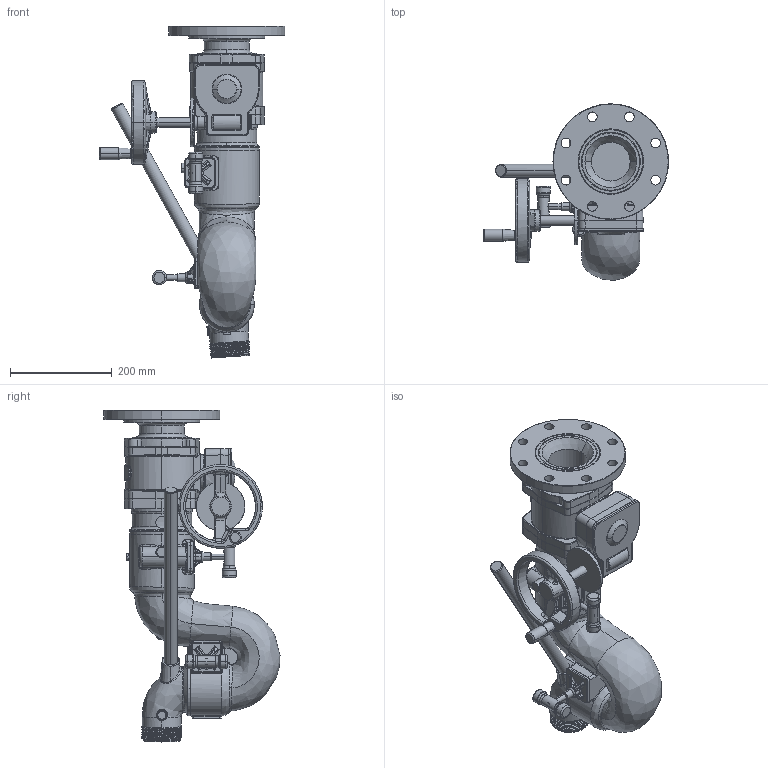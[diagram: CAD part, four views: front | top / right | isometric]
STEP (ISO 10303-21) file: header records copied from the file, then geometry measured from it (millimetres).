
FILE_DESCRIPTION (( 'STEP AP214' ), '1' );
FILE_NAME ('8593-IV_Copperhead_GearDD.STEP', '2010-08-10T14:06:21', ( 'Rick' ), ( '' ), 'SwSTEP 2.0', 'SolidWorks 2010', '' );
FILE_SCHEMA (( 'AUTOMOTIVE_DESIGN' ));
Length unit declared in the file: inch
Products named in the file (21): Main8593-IV_Copperhead_IV_Copy-10NULL; Users.Eric_Combs-8593-IV179830018593-IV 4-150 FLANGE40NULL; Products.Valves.EB Unibody-EB30 SUB ASM177660018830 BODY60NULL; Products.Monitors-8593-SPL17984001Base - Monitor EB30 Adapter20NULL; Products.Monitors-8593-SPL65487000Seal - Monitor Base10NULL; Products.Monitors-8593-SPL1823000130NULL; Products.Monitors-8593-SPLHANDLE LOCK ASM REV-330NULL; Users.Eric_Combs-INDUSTRIAL RAM36724001HANDLE-LOCK (ALM)10NULL; Products.Monitors-8593-SPL65655001_ARAMCO10NULL; Products.Monitors.8593-03 (Copperhead)-8593-03 (Copperhead)10466001ADAPTER - FLANGE BRASS 8593-03 8593-03X30NULL; Users.Eric_Combs-8593-IV28142001Elbow - Discharge - 81-3-7-9 Brass20NULL; Products.Monitors.8392-121(Sidewinder) Tiller-8392-121(Sidewinder) Brass36750001HANDLE MONITOR20NULL; Products.Monitors-8593-SPL65488000SEAL DISCHARGE ELBOW10NULL; Products.Monitors-8593-IV8593-IV G1F8593-IV G1F60NULL; Release-Details 80000 - 8499981019001Handwheel Assy (Brass) 6.50 Dia50NULL; Release-Details 35000 - 3999936704001Handle-Spinner (Brass)_10NULL; Release-Details 70000 - 7499971236001HANDWHEEL (BRASS) W .625 BORE20NULL; Products.Valves.EB Unibody-EB4023593001GEAR CASE50NULL; Products.Monitors.8593-IV-Drawings65375001Shaft-Handle (8593-IV) Brass30NULL; Products.Valves.EB Unibody-EB4023653000COVER20NULL; 8593-IV_Copperhead_GearDD
Assembly tree (21 placements, depth 5):
  8593-IV_Copperhead_GearDD
    Main8593-IV_Copperhead_IV_Copy-10NULL
      Products.Monitors.8392-121(Sidewinder) Tiller-8392-121(Sidewinder) Brass36750001HANDLE MONITOR20NULL
      Products.Monitors-8593-IV8593-IV G1F8593-IV G1F60NULL
        Products.Valves.EB Unibody-EB4023593001GEAR CASE50NULL
        Products.Monitors.8593-IV-Drawings65375001Shaft-Handle (8593-IV) Brass30NULL
        Products.Valves.EB Unibody-EB4023653000COVER20NULL
        Release-Details 80000 - 8499981019001Handwheel Assy (Brass) 6.50 Dia50NULL
          Release-Details 35000 - 3999936704001Handle-Spinner (Brass)_10NULL
          Release-Details 70000 - 7499971236001HANDWHEEL (BRASS) W .625 BORE20NULL
      Products.Monitors-8593-SPL65488000SEAL DISCHARGE ELBOW10NULL
      Products.Monitors-8593-SPL17984001Base - Monitor EB30 Adapter20NULL
      Users.Eric_Combs-8593-IV179830018593-IV 4-150 FLANGE40NULL
      Products.Valves.EB Unibody-EB30 SUB ASM177660018830 BODY60NULL
      Products.Monitors-8593-SPL65487000Seal - Monitor Base10NULL
      Products.Monitors-8593-SPLHANDLE LOCK ASM REV-330NULL  x2
        Users.Eric_Combs-INDUSTRIAL RAM36724001HANDLE-LOCK (ALM)10NULL
        Products.Monitors-8593-SPL65655001_ARAMCO10NULL
        Products.Monitors.8593-03 (Copperhead)-8593-03 (Copperhead)10466001ADAPTER - FLANGE BRASS 8593-03 8593-03X30NULL
      Users.Eric_Combs-8593-IV28142001Elbow - Discharge - 81-3-7-9 Brass20NULL
      Products.Monitors-8593-SPL1823000130NULL
Bounding box: 364.11 x 345.95 x 652.48 mm (x, y, z)
Volume: 7346053.4 mm3; surface area: 906498.1 mm2
Topology: 18 solids, 29 shells, 1331 faces, 3206 edges, 1912 vertices
Faces by surface type: bspline 496, cylinder 400, plane 233, cone 108, torus 88, sphere 6
Entity records: 90541 total; most frequent: CARTESIAN_POINT 54379, ORIENTED_EDGE 5546, DIRECTION 3853, EDGE_CURVE 2793, VERTEX_POINT 1693, AXIS2_PLACEMENT_3D 1575, EDGE_LOOP 1242, B_SPLINE_CURVE_WITH_KNOTS 1184
